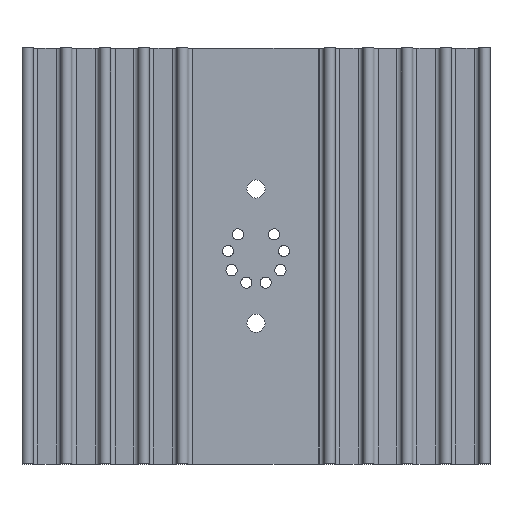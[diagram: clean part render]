
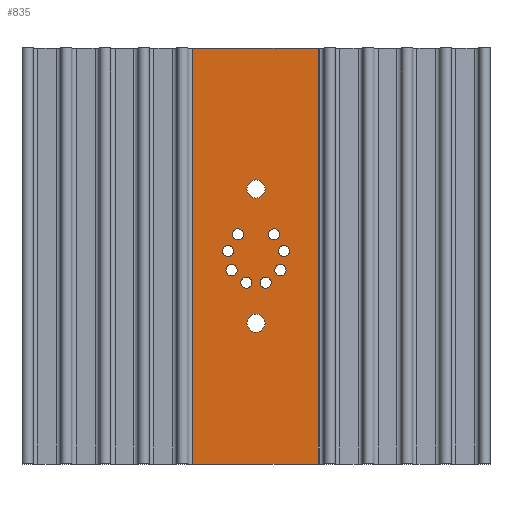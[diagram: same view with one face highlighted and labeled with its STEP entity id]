
A CAD part, top view. The second image highlights one B-rep face of the part: STEP entity #835.
In plain terms, the highlighted planar face has unit normal (0, 0, 1).
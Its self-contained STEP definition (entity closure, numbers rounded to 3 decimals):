
#72=CARTESIAN_POINT('',(-2.832,4.864,2.5));
#73=VERTEX_POINT('',#72);
#89=CARTESIAN_POINT('',(-5.332,4.864,2.5));
#90=VERTEX_POINT('',#89);
#97=CARTESIAN_POINT('',(-4.082,4.864,2.5));
#98=DIRECTION('',(0.0,0.0,-1.0));
#99=DIRECTION('',(1.0,0.0,0.0));
#100=AXIS2_PLACEMENT_3D('',#97,#98,#99);
#101=CIRCLE('',#100,1.25);
#102=EDGE_CURVE('',#73,#90,#101,.T.);
#114=CARTESIAN_POINT('',(5.332,4.864,2.5));
#115=VERTEX_POINT('',#114);
#131=CARTESIAN_POINT('',(2.832,4.864,2.5));
#132=VERTEX_POINT('',#131);
#139=CARTESIAN_POINT('',(4.082,4.864,2.5));
#140=DIRECTION('',(0.0,0.0,-1.0));
#141=DIRECTION('',(1.0,0.0,0.0));
#142=AXIS2_PLACEMENT_3D('',#139,#140,#141);
#143=CIRCLE('',#142,1.25);
#144=EDGE_CURVE('',#115,#132,#143,.T.);
#156=CARTESIAN_POINT('',(7.504,1.103,2.5));
#157=VERTEX_POINT('',#156);
#173=CARTESIAN_POINT('',(5.004,1.103,2.5));
#174=VERTEX_POINT('',#173);
#181=CARTESIAN_POINT('',(6.254,1.103,2.5));
#182=DIRECTION('',(0.0,0.0,-1.0));
#183=DIRECTION('',(1.0,0.0,0.0));
#184=AXIS2_PLACEMENT_3D('',#181,#182,#183);
#185=CIRCLE('',#184,1.25);
#186=EDGE_CURVE('',#157,#174,#185,.T.);
#198=CARTESIAN_POINT('',(6.749,-3.175,2.5));
#199=VERTEX_POINT('',#198);
#215=CARTESIAN_POINT('',(4.249,-3.175,2.5));
#216=VERTEX_POINT('',#215);
#223=CARTESIAN_POINT('',(5.499,-3.175,2.5));
#224=DIRECTION('',(0.0,0.0,-1.0));
#225=DIRECTION('',(1.0,0.0,0.0));
#226=AXIS2_PLACEMENT_3D('',#223,#224,#225);
#227=CIRCLE('',#226,1.25);
#228=EDGE_CURVE('',#199,#216,#227,.T.);
#240=CARTESIAN_POINT('',(3.422,-5.967,2.5));
#241=VERTEX_POINT('',#240);
#257=CARTESIAN_POINT('',(0.922,-5.967,2.5));
#258=VERTEX_POINT('',#257);
#265=CARTESIAN_POINT('',(2.172,-5.967,2.5));
#266=DIRECTION('',(0.0,0.0,-1.0));
#267=DIRECTION('',(1.0,0.0,0.0));
#268=AXIS2_PLACEMENT_3D('',#265,#266,#267);
#269=CIRCLE('',#268,1.25);
#270=EDGE_CURVE('',#241,#258,#269,.T.);
#282=CARTESIAN_POINT('',(-0.922,-5.967,2.5));
#283=VERTEX_POINT('',#282);
#299=CARTESIAN_POINT('',(-3.422,-5.967,2.5));
#300=VERTEX_POINT('',#299);
#307=CARTESIAN_POINT('',(-2.172,-5.967,2.5));
#308=DIRECTION('',(0.0,0.0,-1.0));
#309=DIRECTION('',(1.0,0.0,0.0));
#310=AXIS2_PLACEMENT_3D('',#307,#308,#309);
#311=CIRCLE('',#310,1.25);
#312=EDGE_CURVE('',#283,#300,#311,.T.);
#324=CARTESIAN_POINT('',(-4.249,-3.175,2.5));
#325=VERTEX_POINT('',#324);
#341=CARTESIAN_POINT('',(-6.749,-3.175,2.5));
#342=VERTEX_POINT('',#341);
#349=CARTESIAN_POINT('',(-5.499,-3.175,2.5));
#350=DIRECTION('',(0.0,0.0,-1.0));
#351=DIRECTION('',(1.0,0.0,0.0));
#352=AXIS2_PLACEMENT_3D('',#349,#350,#351);
#353=CIRCLE('',#352,1.25);
#354=EDGE_CURVE('',#325,#342,#353,.T.);
#366=CARTESIAN_POINT('',(-5.004,1.103,2.5));
#367=VERTEX_POINT('',#366);
#383=CARTESIAN_POINT('',(-7.504,1.103,2.5));
#384=VERTEX_POINT('',#383);
#391=CARTESIAN_POINT('',(-6.254,1.103,2.5));
#392=DIRECTION('',(0.0,0.0,-1.0));
#393=DIRECTION('',(1.0,0.0,0.0));
#394=AXIS2_PLACEMENT_3D('',#391,#392,#393);
#395=CIRCLE('',#394,1.25);
#396=EDGE_CURVE('',#367,#384,#395,.T.);
#408=CARTESIAN_POINT('',(2.05,15.075,2.5));
#409=VERTEX_POINT('',#408);
#425=CARTESIAN_POINT('',(-2.05,15.075,2.5));
#426=VERTEX_POINT('',#425);
#433=CARTESIAN_POINT('',(0.0,15.075,2.5));
#434=DIRECTION('',(0.0,0.0,-1.0));
#435=DIRECTION('',(1.0,0.0,0.0));
#436=AXIS2_PLACEMENT_3D('',#433,#434,#435);
#437=CIRCLE('',#436,2.05);
#438=EDGE_CURVE('',#409,#426,#437,.T.);
#450=CARTESIAN_POINT('',(2.05,-15.075,2.5));
#451=VERTEX_POINT('',#450);
#467=CARTESIAN_POINT('',(-2.05,-15.075,2.5));
#468=VERTEX_POINT('',#467);
#475=CARTESIAN_POINT('',(0.0,-15.075,2.5));
#476=DIRECTION('',(0.0,0.0,-1.0));
#477=DIRECTION('',(1.0,0.0,0.0));
#478=AXIS2_PLACEMENT_3D('',#475,#476,#477);
#479=CIRCLE('',#478,2.05);
#480=EDGE_CURVE('',#451,#468,#479,.T.);
#491=CARTESIAN_POINT('',(0.0,-15.075,2.5));
#492=DIRECTION('',(0.0,0.0,-1.0));
#493=DIRECTION('',(1.0,0.0,0.0));
#494=AXIS2_PLACEMENT_3D('',#491,#492,#493);
#495=CIRCLE('',#494,2.05);
#496=EDGE_CURVE('',#468,#451,#495,.T.);
#515=CARTESIAN_POINT('',(0.0,15.075,2.5));
#516=DIRECTION('',(0.0,0.0,-1.0));
#517=DIRECTION('',(1.0,0.0,0.0));
#518=AXIS2_PLACEMENT_3D('',#515,#516,#517);
#519=CIRCLE('',#518,2.05);
#520=EDGE_CURVE('',#426,#409,#519,.T.);
#539=CARTESIAN_POINT('',(-6.254,1.103,2.5));
#540=DIRECTION('',(0.0,0.0,-1.0));
#541=DIRECTION('',(1.0,0.0,0.0));
#542=AXIS2_PLACEMENT_3D('',#539,#540,#541);
#543=CIRCLE('',#542,1.25);
#544=EDGE_CURVE('',#384,#367,#543,.T.);
#563=CARTESIAN_POINT('',(-5.499,-3.175,2.5));
#564=DIRECTION('',(0.0,0.0,-1.0));
#565=DIRECTION('',(1.0,0.0,0.0));
#566=AXIS2_PLACEMENT_3D('',#563,#564,#565);
#567=CIRCLE('',#566,1.25);
#568=EDGE_CURVE('',#342,#325,#567,.T.);
#587=CARTESIAN_POINT('',(-2.172,-5.967,2.5));
#588=DIRECTION('',(0.0,0.0,-1.0));
#589=DIRECTION('',(1.0,0.0,0.0));
#590=AXIS2_PLACEMENT_3D('',#587,#588,#589);
#591=CIRCLE('',#590,1.25);
#592=EDGE_CURVE('',#300,#283,#591,.T.);
#611=CARTESIAN_POINT('',(2.172,-5.967,2.5));
#612=DIRECTION('',(0.0,0.0,-1.0));
#613=DIRECTION('',(1.0,0.0,0.0));
#614=AXIS2_PLACEMENT_3D('',#611,#612,#613);
#615=CIRCLE('',#614,1.25);
#616=EDGE_CURVE('',#258,#241,#615,.T.);
#635=CARTESIAN_POINT('',(5.499,-3.175,2.5));
#636=DIRECTION('',(0.0,0.0,-1.0));
#637=DIRECTION('',(1.0,0.0,0.0));
#638=AXIS2_PLACEMENT_3D('',#635,#636,#637);
#639=CIRCLE('',#638,1.25);
#640=EDGE_CURVE('',#216,#199,#639,.T.);
#659=CARTESIAN_POINT('',(6.254,1.103,2.5));
#660=DIRECTION('',(0.0,0.0,-1.0));
#661=DIRECTION('',(1.0,0.0,0.0));
#662=AXIS2_PLACEMENT_3D('',#659,#660,#661);
#663=CIRCLE('',#662,1.25);
#664=EDGE_CURVE('',#174,#157,#663,.T.);
#683=CARTESIAN_POINT('',(4.082,4.864,2.5));
#684=DIRECTION('',(0.0,0.0,-1.0));
#685=DIRECTION('',(1.0,0.0,0.0));
#686=AXIS2_PLACEMENT_3D('',#683,#684,#685);
#687=CIRCLE('',#686,1.25);
#688=EDGE_CURVE('',#132,#115,#687,.T.);
#707=CARTESIAN_POINT('',(-4.082,4.864,2.5));
#708=DIRECTION('',(0.0,0.0,-1.0));
#709=DIRECTION('',(1.0,0.0,0.0));
#710=AXIS2_PLACEMENT_3D('',#707,#708,#709);
#711=CIRCLE('',#710,1.25);
#712=EDGE_CURVE('',#90,#73,#711,.T.);
#730=CARTESIAN_POINT('',(-14.3,46.75,2.5));
#731=VERTEX_POINT('',#730);
#732=CARTESIAN_POINT('',(-14.3,-46.75,2.5));
#733=VERTEX_POINT('',#732);
#734=CARTESIAN_POINT('',(-14.3,46.75,2.5));
#735=DIRECTION('',(0.0,-1.0,0.0));
#736=VECTOR('',#735,93.5);
#737=LINE('',#734,#736);
#738=EDGE_CURVE('',#731,#733,#737,.T.);
#765=CARTESIAN_POINT('',(-0.143,0.0,2.5));
#766=DIRECTION('',(0.0,0.0,1.0));
#767=DIRECTION('',(0.0,-1.0,0.0));
#768=AXIS2_PLACEMENT_3D('',#765,#766,#767);
#769=PLANE('',#768);
#770=CARTESIAN_POINT('',(14.013,46.75,2.5));
#771=VERTEX_POINT('',#770);
#772=CARTESIAN_POINT('',(14.013,-46.75,2.5));
#773=VERTEX_POINT('',#772);
#774=CARTESIAN_POINT('',(14.013,46.75,2.5));
#775=DIRECTION('',(0.0,-1.0,0.0));
#776=VECTOR('',#775,93.5);
#777=LINE('',#774,#776);
#778=EDGE_CURVE('',#771,#773,#777,.T.);
#779=ORIENTED_EDGE('',*,*,#778,.F.);
#780=CARTESIAN_POINT('',(-14.3,46.75,2.5));
#781=DIRECTION('',(1.0,0.0,0.0));
#782=VECTOR('',#781,28.313);
#783=LINE('',#780,#782);
#784=EDGE_CURVE('',#731,#771,#783,.T.);
#785=ORIENTED_EDGE('',*,*,#784,.F.);
#786=ORIENTED_EDGE('',*,*,#738,.T.);
#787=CARTESIAN_POINT('',(14.013,-46.75,2.5));
#788=DIRECTION('',(-1.0,0.0,0.0));
#789=VECTOR('',#788,28.313);
#790=LINE('',#787,#789);
#791=EDGE_CURVE('',#773,#733,#790,.T.);
#792=ORIENTED_EDGE('',*,*,#791,.F.);
#793=EDGE_LOOP('',(#779,#785,#786,#792));
#794=FACE_OUTER_BOUND('',#793,.T.);
#795=ORIENTED_EDGE('',*,*,#480,.T.);
#796=ORIENTED_EDGE('',*,*,#496,.T.);
#797=EDGE_LOOP('',(#795,#796));
#798=FACE_BOUND('',#797,.T.);
#799=ORIENTED_EDGE('',*,*,#438,.T.);
#800=ORIENTED_EDGE('',*,*,#520,.T.);
#801=EDGE_LOOP('',(#799,#800));
#802=FACE_BOUND('',#801,.T.);
#803=ORIENTED_EDGE('',*,*,#396,.T.);
#804=ORIENTED_EDGE('',*,*,#544,.T.);
#805=EDGE_LOOP('',(#803,#804));
#806=FACE_BOUND('',#805,.T.);
#807=ORIENTED_EDGE('',*,*,#354,.T.);
#808=ORIENTED_EDGE('',*,*,#568,.T.);
#809=EDGE_LOOP('',(#807,#808));
#810=FACE_BOUND('',#809,.T.);
#811=ORIENTED_EDGE('',*,*,#312,.T.);
#812=ORIENTED_EDGE('',*,*,#592,.T.);
#813=EDGE_LOOP('',(#811,#812));
#814=FACE_BOUND('',#813,.T.);
#815=ORIENTED_EDGE('',*,*,#270,.T.);
#816=ORIENTED_EDGE('',*,*,#616,.T.);
#817=EDGE_LOOP('',(#815,#816));
#818=FACE_BOUND('',#817,.T.);
#819=ORIENTED_EDGE('',*,*,#228,.T.);
#820=ORIENTED_EDGE('',*,*,#640,.T.);
#821=EDGE_LOOP('',(#819,#820));
#822=FACE_BOUND('',#821,.T.);
#823=ORIENTED_EDGE('',*,*,#186,.T.);
#824=ORIENTED_EDGE('',*,*,#664,.T.);
#825=EDGE_LOOP('',(#823,#824));
#826=FACE_BOUND('',#825,.T.);
#827=ORIENTED_EDGE('',*,*,#144,.T.);
#828=ORIENTED_EDGE('',*,*,#688,.T.);
#829=EDGE_LOOP('',(#827,#828));
#830=FACE_BOUND('',#829,.T.);
#831=ORIENTED_EDGE('',*,*,#102,.T.);
#832=ORIENTED_EDGE('',*,*,#712,.T.);
#833=EDGE_LOOP('',(#831,#832));
#834=FACE_BOUND('',#833,.T.);
#835=ADVANCED_FACE('',(#794,#798,#802,#806,#810,#814,#818,#822,#826,#830,#834),#769,.T.);
